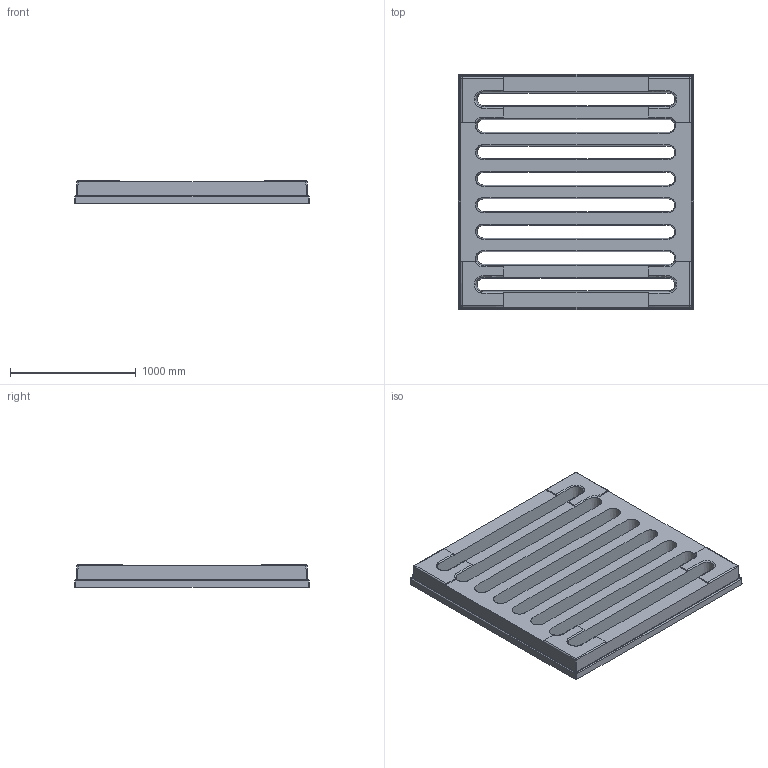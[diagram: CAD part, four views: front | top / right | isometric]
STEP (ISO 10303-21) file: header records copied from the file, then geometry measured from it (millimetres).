
FILE_DESCRIPTION(/* description */ (''),/* implementation_level */ '2;1');
FILE_NAME(/* name */ '18615.000X_3D.stp',/* time_stamp */ '2024-12-12T07:41:00+01:00',/* author */ ('CAD'),/* organization */ (''),/* preprocessor_version */ 'ST-DEVELOPER v20',/* originating_system */ 'AutoCAD Mechanical',/* authorisation */ '');
FILE_SCHEMA (('AUTOMOTIVE_DESIGN { 1 0 10303 214 3 1 1 }'));
Products named in the file (2): Product; *S0
Assembly tree (1 placements, depth 2):
  Product
    *S0
Bounding box: 1870 x 1870 x 180 mm (x, y, z)
Volume: 386546464.9 mm3; surface area: 10112843.9 mm2
Topology: 1 solids, 1 shells, 78 faces, 274 edges, 195 vertices
Faces by surface type: plane 31, cylinder 20, bspline 19, sphere 8
Entity records: 30869 total; most frequent: CARTESIAN_POINT 28702, ORIENTED_EDGE 548, DIRECTION 302, EDGE_CURVE 274, VERTEX_POINT 195, B_SPLINE_CURVE_WITH_KNOTS 139, AXIS2_PLACEMENT_3D 105, LINE 92
